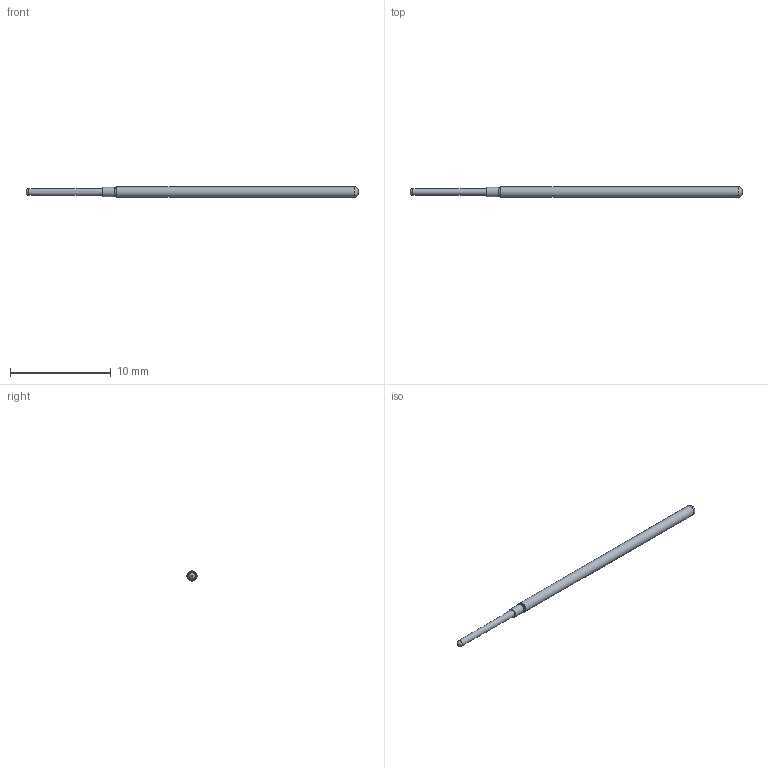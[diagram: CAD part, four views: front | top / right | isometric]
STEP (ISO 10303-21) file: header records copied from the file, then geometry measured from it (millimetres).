
FILE_DESCRIPTION (( 'STEP AP214' ), '1' );
FILE_NAME ('075-2540.STEP', '2021-01-14T15:53:41', ( '' ), ( '' ), 'SwSTEP 2.0', 'SolidWorks 2020', '' );
FILE_SCHEMA (( 'AUTOMOTIVE_DESIGN' ));
Length unit declared in the file: inch
Products named in the file (1): 075-2540
Bounding box: 33.02 x 1.02 x 1.02 mm (x, y, z)
Volume: 23.1 mm3; surface area: 97.5 mm2
Topology: 1 solids, 1 shells, 13 faces, 24 edges, 14 vertices
Faces by surface type: torus 5, cylinder 3, plane 3, cone 2
Full cylindrical faces by diameter (mm): 0.457 x1, 0.914 x1, 1.021 x1
Entity records: 463 total; most frequent: DIRECTION 52, CARTESIAN_POINT 38, AXIS2_PLACEMENT_3D 26, ORIENTED_EDGE 24, EDGE_LOOP 24, FACE_OUTER_BOUND 21, UNCERTAINTY_MEASURE_WITH_UNIT 16, DIMENSIONAL_EXPONENTS 16
